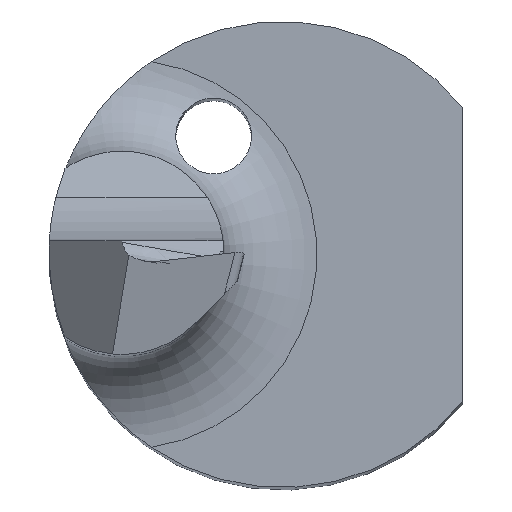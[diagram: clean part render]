
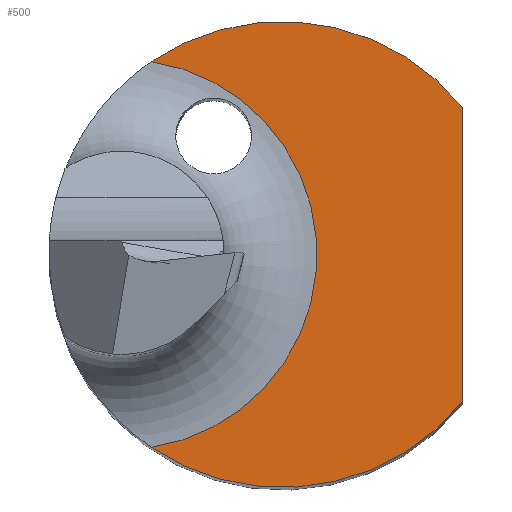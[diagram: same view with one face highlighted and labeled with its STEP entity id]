
A CAD part, top view. The second image highlights one B-rep face of the part: STEP entity #500.
In plain terms, the highlighted planar face has unit normal (0, 0, 1).
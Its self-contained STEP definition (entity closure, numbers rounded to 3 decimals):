
#13 = EDGE_CURVE ( 'NONE', #643, #506, #693, .T. ) ;
#47 = DIRECTION ( 'NONE',  ( 0., 0., -1. ) ) ;
#52 = DIRECTION ( 'NONE',  ( -1., 0., 0. ) ) ;
#60 = AXIS2_PLACEMENT_3D ( 'NONE', #138, #47, #471 ) ;
#86 = VERTEX_POINT ( 'NONE', #720 ) ;
#99 = PLANE ( 'NONE',  #185 ) ;
#127 = DIRECTION ( 'NONE',  ( 0., 0., -1. ) ) ;
#133 = DIRECTION ( 'NONE',  ( -1., 0., 0. ) ) ;
#138 = CARTESIAN_POINT ( 'NONE',  ( -1.375, 0., 13.749 ) ) ;
#170 = CARTESIAN_POINT ( 'NONE',  ( 1.55, -1.264, 13.749 ) ) ;
#185 = AXIS2_PLACEMENT_3D ( 'NONE', #378, #779, #256 ) ;
#256 = DIRECTION ( 'NONE',  ( -1., 0., 0. ) ) ;
#271 = CARTESIAN_POINT ( 'NONE',  ( 1.55, 1.264, 13.749 ) ) ;
#378 = CARTESIAN_POINT ( 'NONE',  ( -1.375, 0., 13.749 ) ) ;
#383 = ORIENTED_EDGE ( 'NONE', *, *, #900, .F. ) ;
#437 = VECTOR ( 'NONE', #820, 1000. ) ;
#443 = VERTEX_POINT ( 'NONE', #694 ) ;
#460 = CIRCLE ( 'NONE', #60, 1.675 ) ;
#471 = DIRECTION ( 'NONE',  ( -1., 0., 0. ) ) ;
#497 = ORIENTED_EDGE ( 'NONE', *, *, #564, .T. ) ;
#500 = ADVANCED_FACE ( 'NONE', ( #604 ), #99, .F. ) ;
#506 = VERTEX_POINT ( 'NONE', #170 ) ;
#515 = ORIENTED_EDGE ( 'NONE', *, *, #13, .F. ) ;
#532 = AXIS2_PLACEMENT_3D ( 'NONE', #538, #810, #52 ) ;
#538 = CARTESIAN_POINT ( 'NONE',  ( 0., 0., 13.749 ) ) ;
#564 = EDGE_CURVE ( 'NONE', #443, #86, #460, .T. ) ;
#594 = EDGE_CURVE ( 'NONE', #506, #86, #669, .T. ) ;
#604 = FACE_OUTER_BOUND ( 'NONE', #652, .T. ) ;
#643 = VERTEX_POINT ( 'NONE', #271 ) ;
#652 = EDGE_LOOP ( 'NONE', ( #383, #497, #787, #515 ) ) ;
#669 = CIRCLE ( 'NONE', #812, 2. ) ;
#689 = CARTESIAN_POINT ( 'NONE',  ( 1.55, -2., 13.749 ) ) ;
#693 = LINE ( 'NONE', #689, #437 ) ;
#694 = CARTESIAN_POINT ( 'NONE',  ( -1.122, 1.656, 13.749 ) ) ;
#720 = CARTESIAN_POINT ( 'NONE',  ( -1.122, -1.656, 13.749 ) ) ;
#747 = CIRCLE ( 'NONE', #532, 2. ) ;
#779 = DIRECTION ( 'NONE',  ( 0., 0., -1. ) ) ;
#787 = ORIENTED_EDGE ( 'NONE', *, *, #594, .F. ) ;
#810 = DIRECTION ( 'NONE',  ( 0., 0., -1. ) ) ;
#812 = AXIS2_PLACEMENT_3D ( 'NONE', #887, #127, #133 ) ;
#820 = DIRECTION ( 'NONE',  ( 0., -1., 0. ) ) ;
#887 = CARTESIAN_POINT ( 'NONE',  ( 0., 0., 13.749 ) ) ;
#900 = EDGE_CURVE ( 'NONE', #443, #643, #747, .T. ) ;
